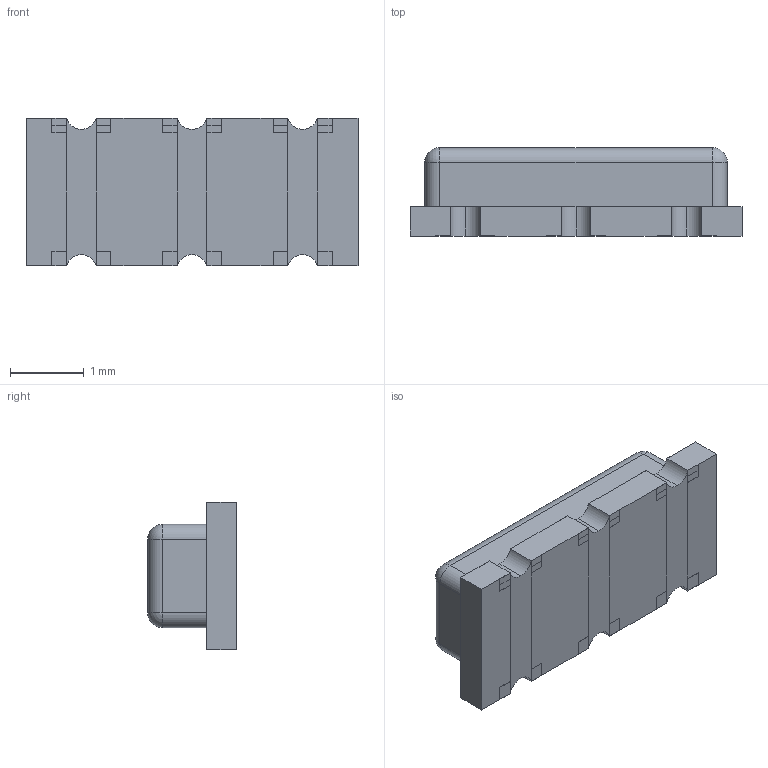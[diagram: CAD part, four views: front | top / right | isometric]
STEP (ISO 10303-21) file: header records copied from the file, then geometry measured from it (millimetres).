
FILE_DESCRIPTION (( 'STEP AP214' ), '1' );
FILE_NAME ('CSTCR4M00G55B-R0.STEP', '2023-06-19T15:14:23', ( '' ), ( '' ), 'SwSTEP 2.0', 'SolidWorks 2021', '' );
FILE_SCHEMA (( 'AUTOMOTIVE_DESIGN' ));
Length unit declared in the file: millimetre
Products named in the file (1): CSTCR4M00G55B-R0
Bounding box: 4.5 x 1.2 x 2 mm (x, y, z)
Volume: 8 mm3; surface area: 58.6 mm2
Topology: 8 solids, 8 shells, 231 faces, 613 edges, 394 vertices
Faces by surface type: plane 210, cylinder 17, sphere 4
Entity records: 7066 total; most frequent: CARTESIAN_POINT 1235, ORIENTED_EDGE 1218, DIRECTION 1107, EDGE_CURVE 609, VECTOR 575, LINE 575, VERTEX_POINT 394, AXIS2_PLACEMENT_3D 266
